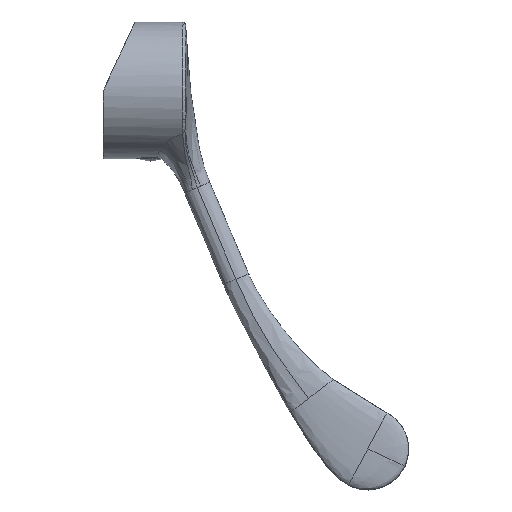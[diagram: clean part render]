
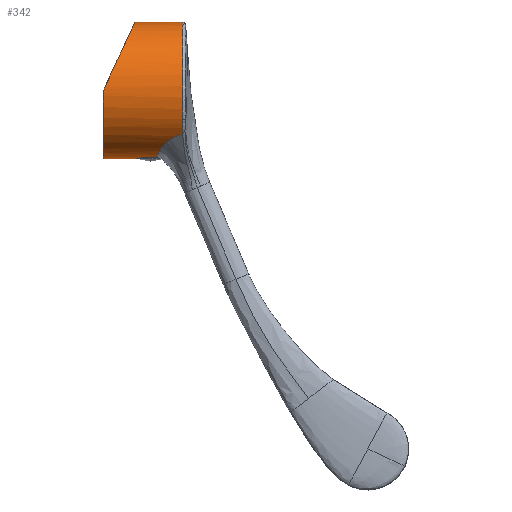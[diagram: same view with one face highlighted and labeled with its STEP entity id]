
A CAD part, left-side view. The second image highlights one B-rep face of the part: STEP entity #342.
In plain terms, the highlighted cylindrical face has radius 22.5 mm (diameter 45 mm), a partial arc.
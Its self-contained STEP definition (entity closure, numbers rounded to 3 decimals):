
#342=ADVANCED_FACE('',(#1018),#10196,.T.);
#1018=FACE_OUTER_BOUND('',#1663,.T.);
#1663=EDGE_LOOP('',(#2644,#2645,#2646,#2647,#2648,#2649,#2650,#2651,#2652));
#2644=ORIENTED_EDGE('',*,*,#5808,.T.);
#2645=ORIENTED_EDGE('',*,*,#5805,.T.);
#2646=ORIENTED_EDGE('',*,*,#5804,.T.);
#2647=ORIENTED_EDGE('',*,*,#5831,.T.);
#2648=ORIENTED_EDGE('',*,*,#5834,.T.);
#2649=ORIENTED_EDGE('',*,*,#5803,.T.);
#2650=ORIENTED_EDGE('',*,*,#5867,.T.);
#2651=ORIENTED_EDGE('',*,*,#5802,.T.);
#2652=ORIENTED_EDGE('',*,*,#5818,.T.);
#5802=EDGE_CURVE('',#9088,#9087,#7642,.T.);
#5803=EDGE_CURVE('',#9089,#9151,#7334,.T.);
#5804=EDGE_CURVE('',#9092,#9091,#7643,.T.);
#5805=EDGE_CURVE('',#9086,#9092,#7335,.T.);
#5808=EDGE_CURVE('',#9085,#9086,#7646,.T.);
#5818=EDGE_CURVE('',#9087,#9085,#7652,.T.);
#5831=EDGE_CURVE('',#9091,#9090,#7662,.T.);
#5834=EDGE_CURVE('',#9090,#9089,#7664,.T.);
#5867=EDGE_CURVE('',#9151,#9088,#7344,.T.);
#7334=(
BOUNDED_CURVE()
B_SPLINE_CURVE(2,(#24660,#24661,#24662),.UNSPECIFIED.,.F.,.F.)
B_SPLINE_CURVE_WITH_KNOTS((3,3),(-51.055,-45.193),
 .UNSPECIFIED.)
CURVE()
GEOMETRIC_REPRESENTATION_ITEM()
RATIONAL_B_SPLINE_CURVE((1.,0.992,1.))
REPRESENTATION_ITEM('')
);
#7335=(
BOUNDED_CURVE()
B_SPLINE_CURVE(2,(#24665,#24666,#24667),.UNSPECIFIED.,.F.,.F.)
B_SPLINE_CURVE_WITH_KNOTS((3,3),(-33.568,0.),.UNSPECIFIED.)
CURVE()
GEOMETRIC_REPRESENTATION_ITEM()
RATIONAL_B_SPLINE_CURVE((1.,0.734,1.))
REPRESENTATION_ITEM('')
);
#7344=(
BOUNDED_CURVE()
B_SPLINE_CURVE(2,(#25051,#25052,#25053,#25054,#25055),.UNSPECIFIED.,.F.,
 .F.)
B_SPLINE_CURVE_WITH_KNOTS((3,2,3),(0.,21.592,43.184),
 .UNSPECIFIED.)
CURVE()
GEOMETRIC_REPRESENTATION_ITEM()
RATIONAL_B_SPLINE_CURVE((1.,0.877,1.,0.877,1.))
REPRESENTATION_ITEM('')
);
#7642=B_SPLINE_CURVE_WITH_KNOTS('',1,(#24658,#24659),.UNSPECIFIED.,.F.,
 .F.,(2,2),(-15.592,0.),.UNSPECIFIED.);
#7643=B_SPLINE_CURVE_WITH_KNOTS('',1,(#24663,#24664),.UNSPECIFIED.,.F.,
 .F.,(2,2),(-10.5,0.),.UNSPECIFIED.);
#7646=B_SPLINE_CURVE_WITH_KNOTS('',3,(#24676,#24677,#24678,#24679,#24680,
#24681),.UNSPECIFIED.,.F.,.F.,(4,1,1,4),(0.,1.167,2.334,
3.502),.UNSPECIFIED.);
#7652=B_SPLINE_CURVE_WITH_KNOTS('',3,(#24719,#24720,#24721,#24722,#24723,
#24724,#24725,#24726,#24727),.UNSPECIFIED.,.F.,.F.,(4,1,1,1,1,1,4),(0.,
4.463,8.927,17.853,26.78,31.244,
35.707),.UNSPECIFIED.);
#7662=B_SPLINE_CURVE_WITH_KNOTS('',3,(#24788,#24789,#24790,#24791,#24792,
#24793,#24794,#24795,#24796,#24797,#24798),.UNSPECIFIED.,.F.,.F.,(4,1,1,
1,1,1,1,1,4),(0.,1.269,2.538,3.807,5.076,
6.345,7.614,8.883,10.152),
 .UNSPECIFIED.);
#7664=B_SPLINE_CURVE_WITH_KNOTS('',3,(#24816,#24817,#24818,#24819,#24820,
#24821,#24822,#24823,#24824,#24825,#24826,#24827),.UNSPECIFIED.,.F.,.F.,
(4,1,1,1,1,1,1,1,1,4),(0.,2.072,4.144,6.217,
8.289,10.361,12.433,14.506,16.578,
18.65),.UNSPECIFIED.);
#9085=VERTEX_POINT('',#23709);
#9086=VERTEX_POINT('',#23710);
#9087=VERTEX_POINT('',#23711);
#9088=VERTEX_POINT('',#23712);
#9089=VERTEX_POINT('',#23713);
#9090=VERTEX_POINT('',#23714);
#9091=VERTEX_POINT('',#23715);
#9092=VERTEX_POINT('',#23716);
#9151=VERTEX_POINT('',#23775);
#10196=CYLINDRICAL_SURFACE('',#10650,22.5);
#10650=AXIS2_PLACEMENT_3D('',#12401,#10965,$);
#10965=DIRECTION('',(0.,1.,0.));
#12401=CARTESIAN_POINT('',(0.,-3.958,0.));
#23709=CARTESIAN_POINT('',(-1.607,-16.25,22.443));
#23710=CARTESIAN_POINT('',(1.774,-17.,22.43));
#23711=CARTESIAN_POINT('',(-22.5,-6.508,0.));
#23712=CARTESIAN_POINT('',(-22.5,9.083,0.));
#23713=CARTESIAN_POINT('',(14.466,9.083,17.233));
#23714=CARTESIAN_POINT('',(22.04,0.625,4.526));
#23715=CARTESIAN_POINT('',(22.5,-6.5,0.));
#23716=CARTESIAN_POINT('',(22.5,-17.,0.));
#23775=CARTESIAN_POINT('',(9.538,9.083,20.378));
#24658=CARTESIAN_POINT('',(-22.5,9.083,0.));
#24659=CARTESIAN_POINT('',(-22.5,-6.508,0.));
#24660=CARTESIAN_POINT('',(14.466,9.083,17.233));
#24661=CARTESIAN_POINT('',(12.208,9.083,19.129));
#24662=CARTESIAN_POINT('',(9.538,9.083,20.378));
#24663=CARTESIAN_POINT('',(22.5,-17.,0.));
#24664=CARTESIAN_POINT('',(22.5,-6.5,0.));
#24665=CARTESIAN_POINT('',(1.774,-17.,22.43));
#24666=CARTESIAN_POINT('',(22.5,-17.,20.791));
#24667=CARTESIAN_POINT('',(22.5,-17.,0.));
#24676=CARTESIAN_POINT('',(-1.607,-16.25,22.443));
#24677=CARTESIAN_POINT('',(-1.25,-16.417,22.468));
#24678=CARTESIAN_POINT('',(-0.52,-16.694,22.503));
#24679=CARTESIAN_POINT('',(0.618,-16.944,22.501));
#24680=CARTESIAN_POINT('',(1.386,-17.,22.461));
#24681=CARTESIAN_POINT('',(1.774,-17.,22.43));
#24719=CARTESIAN_POINT('',(-22.5,-6.508,0.));
#24720=CARTESIAN_POINT('',(-22.5,-6.508,1.835));
#24721=CARTESIAN_POINT('',(-22.076,-6.706,5.067));
#24722=CARTESIAN_POINT('',(-20.232,-7.566,10.502));
#24723=CARTESIAN_POINT('',(-16.541,-9.287,15.862));
#24724=CARTESIAN_POINT('',(-11.399,-11.685,19.721));
#24725=CARTESIAN_POINT('',(-6.264,-14.079,21.752));
#24726=CARTESIAN_POINT('',(-3.267,-15.476,22.324));
#24727=CARTESIAN_POINT('',(-1.607,-16.25,22.443));
#24788=CARTESIAN_POINT('',(22.5,-6.5,0.));
#24789=CARTESIAN_POINT('',(22.5,-6.5,0.42));
#24790=CARTESIAN_POINT('',(22.477,-6.398,1.235));
#24791=CARTESIAN_POINT('',(22.378,-5.934,2.427));
#24792=CARTESIAN_POINT('',(22.239,-5.184,3.458));
#24793=CARTESIAN_POINT('',(22.095,-4.208,4.266));
#24794=CARTESIAN_POINT('',(21.982,-3.057,4.807));
#24795=CARTESIAN_POINT('',(21.928,-1.819,5.043));
#24796=CARTESIAN_POINT('',(21.946,-0.552,4.962));
#24797=CARTESIAN_POINT('',(22.003,0.239,4.707));
#24798=CARTESIAN_POINT('',(22.04,0.625,4.526));
#24816=CARTESIAN_POINT('',(22.04,0.625,4.526));
#24817=CARTESIAN_POINT('',(21.835,0.686,5.528));
#24818=CARTESIAN_POINT('',(21.307,0.861,7.408));
#24819=CARTESIAN_POINT('',(20.269,1.295,9.874));
#24820=CARTESIAN_POINT('',(19.142,1.944,11.888));
#24821=CARTESIAN_POINT('',(18.026,2.783,13.505));
#24822=CARTESIAN_POINT('',(17.008,3.781,14.754));
#24823=CARTESIAN_POINT('',(16.118,4.931,15.714));
#24824=CARTESIAN_POINT('',(15.375,6.206,16.435));
#24825=CARTESIAN_POINT('',(14.802,7.61,16.949));
#24826=CARTESIAN_POINT('',(14.556,8.584,17.158));
#24827=CARTESIAN_POINT('',(14.466,9.083,17.233));
#25051=CARTESIAN_POINT('',(9.538,9.083,20.378));
#25052=CARTESIAN_POINT('',(-1.651,9.083,25.616));
#25053=CARTESIAN_POINT('',(-12.075,9.083,18.985));
#25054=CARTESIAN_POINT('',(-22.5,9.083,12.355));
#25055=CARTESIAN_POINT('',(-22.5,9.083,0.));
